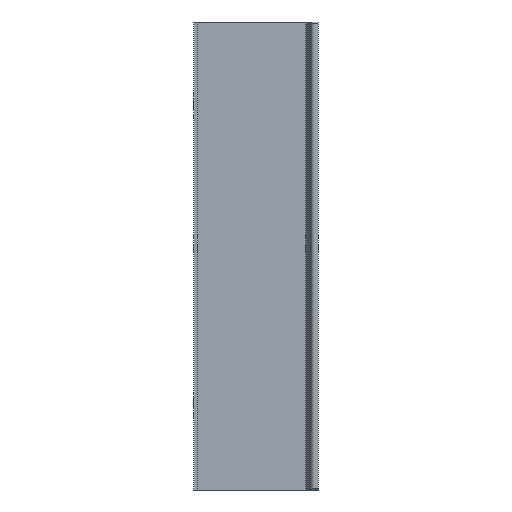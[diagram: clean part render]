
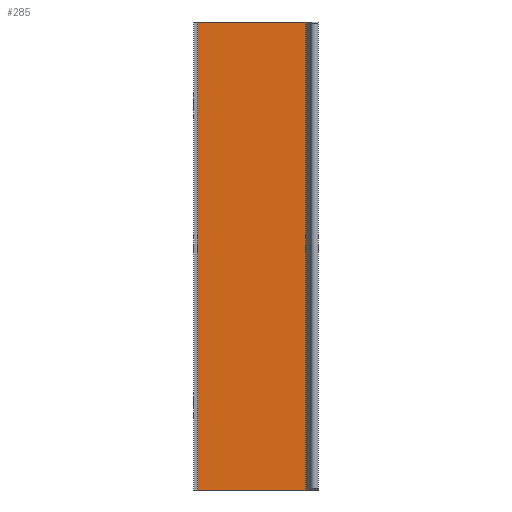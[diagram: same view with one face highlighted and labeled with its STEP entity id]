
A CAD part, front view. The second image highlights one B-rep face of the part: STEP entity #285.
In plain terms, the highlighted planar face has unit normal (0, -1, 0).
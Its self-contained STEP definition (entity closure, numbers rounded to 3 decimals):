
#24=PLANE('',#330);
#49=FACE_OUTER_BOUND('',#67,.T.);
#67=EDGE_LOOP('',(#247,#248,#249,#250));
#83=LINE('',#665,#109);
#93=LINE('',#687,#119);
#94=LINE('',#690,#120);
#95=LINE('',#691,#121);
#109=VECTOR('',#370,10.);
#119=VECTOR('',#392,10.);
#120=VECTOR('',#395,10.);
#121=VECTOR('',#396,10.);
#147=VERTEX_POINT('',#662);
#148=VERTEX_POINT('',#664);
#154=VERTEX_POINT('',#685);
#155=VERTEX_POINT('',#689);
#177=EDGE_CURVE('',#147,#148,#83,.T.);
#189=EDGE_CURVE('',#147,#154,#93,.T.);
#190=EDGE_CURVE('',#155,#154,#94,.T.);
#191=EDGE_CURVE('',#148,#155,#95,.T.);
#247=ORIENTED_EDGE('',*,*,#177,.F.);
#248=ORIENTED_EDGE('',*,*,#189,.T.);
#249=ORIENTED_EDGE('',*,*,#190,.F.);
#250=ORIENTED_EDGE('',*,*,#191,.F.);
#285=ADVANCED_FACE('',(#49),#24,.T.);
#330=AXIS2_PLACEMENT_3D('',#688,#393,#394);
#370=DIRECTION('',(-1.,0.,0.));
#392=DIRECTION('',(0.,0.,1.));
#393=DIRECTION('center_axis',(0.,-1.,0.));
#394=DIRECTION('ref_axis',(1.,0.,0.));
#395=DIRECTION('',(1.,0.,0.));
#396=DIRECTION('',(0.,0.,1.));
#662=CARTESIAN_POINT('',(16.,-1.3,0.));
#664=CARTESIAN_POINT('',(-18.7,-1.3,0.));
#665=CARTESIAN_POINT('',(16.,-1.3,0.));
#685=CARTESIAN_POINT('',(16.,-1.3,150.));
#687=CARTESIAN_POINT('',(16.,-1.3,0.));
#688=CARTESIAN_POINT('Origin',(-18.7,-1.3,0.));
#689=CARTESIAN_POINT('',(-18.7,-1.3,150.));
#690=CARTESIAN_POINT('',(16.,-1.3,150.));
#691=CARTESIAN_POINT('',(-18.7,-1.3,0.));
